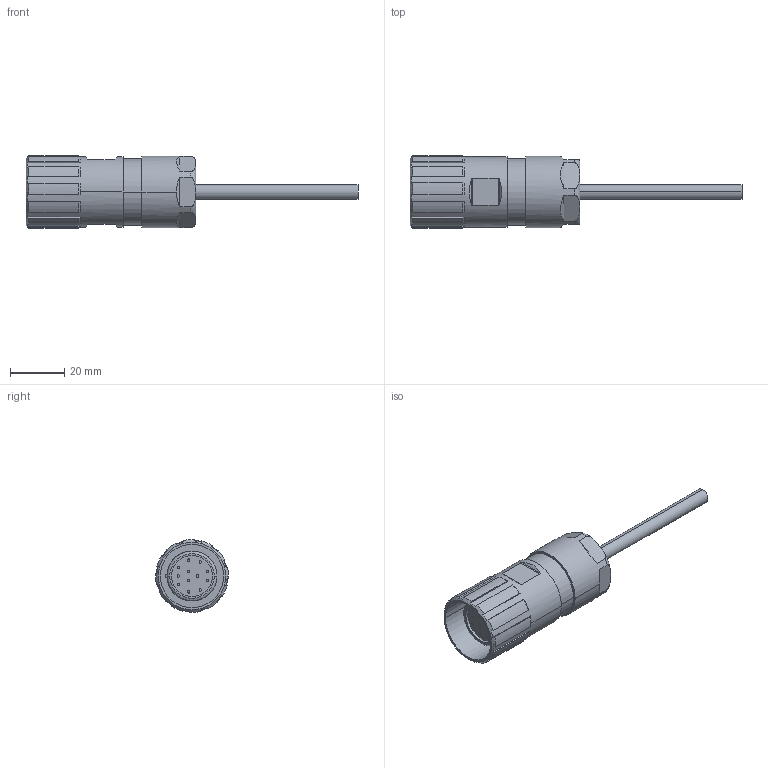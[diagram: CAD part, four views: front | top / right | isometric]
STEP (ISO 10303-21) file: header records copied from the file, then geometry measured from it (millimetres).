
FILE_DESCRIPTION((''),'2;1');
FILE_NAME('A14137','2014-09-29T',('lika51'),(''),'PRO/ENGINEER BY PARAMETRIC TECHNOLOGY CORPORATION, 2010180','PRO/ENGINEER BY PARAMETRIC TECHNOLOGY CORPORATION, 2010180','');
FILE_SCHEMA(('CONFIG_CONTROL_DESIGN'));
Length unit declared in the file: millimetre
Products named in the file (1): A14137
Bounding box: 122.92 x 27 x 26.98 mm (x, y, z)
Volume: 29013.3 mm3; surface area: 10154.1 mm2
Topology: 1 solids, 1 shells, 138 faces, 343 edges, 228 vertices
Faces by surface type: plane 64, cylinder 56, cone 14, torus 4
Entity records: 4378 total; most frequent: CARTESIAN_POINT 947, DIRECTION 738, ORIENTED_EDGE 686, EDGE_CURVE 343, AXIS2_PLACEMENT_3D 285, VERTEX_POINT 228, VECTOR 168, LINE 168
